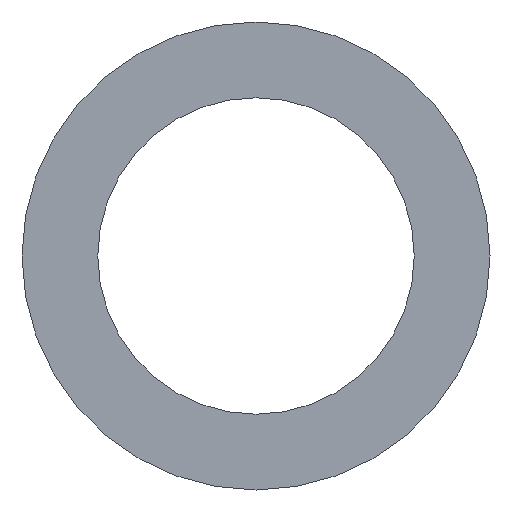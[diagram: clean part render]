
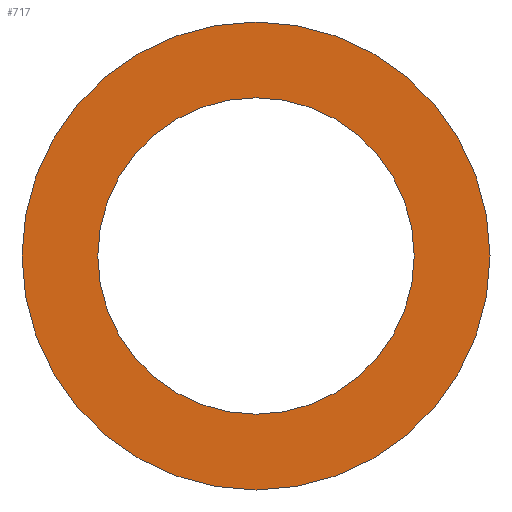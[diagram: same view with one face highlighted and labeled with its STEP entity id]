
A CAD part, front view. The second image highlights one B-rep face of the part: STEP entity #717.
In plain terms, the highlighted planar face has unit normal (0, -1, 0).
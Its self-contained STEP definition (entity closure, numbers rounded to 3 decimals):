
#45 = ORIENTED_EDGE ( 'NONE', *, *, #1266, .F. ) ;
#52 = CARTESIAN_POINT ( 'NONE',  ( 0., -0.2, 0. ) ) ;
#67 = AXIS2_PLACEMENT_3D ( 'NONE', #817, #1004, #618 ) ;
#70 = DIRECTION ( 'NONE',  ( 0., 0., 1. ) ) ;
#98 = VERTEX_POINT ( 'NONE', #2136 ) ;
#162 = DIRECTION ( 'NONE',  ( 0., -1., 0. ) ) ;
#216 = AXIS2_PLACEMENT_3D ( 'NONE', #52, #962, #2256 ) ;
#280 = EDGE_CURVE ( 'NONE', #1749, #98, #854, .T. ) ;
#300 = CARTESIAN_POINT ( 'NONE',  ( 0., -0.2, 31.5 ) ) ;
#418 = DIRECTION ( 'NONE',  ( 0., 0., 1. ) ) ;
#500 = CIRCLE ( 'NONE', #67, 31.5 ) ;
#602 = DIRECTION ( 'NONE',  ( 0., -1., 0. ) ) ;
#618 = DIRECTION ( 'NONE',  ( 0., 0., 1. ) ) ;
#704 = CARTESIAN_POINT ( 'NONE',  ( 0., -0.2, 0. ) ) ;
#717 = ADVANCED_FACE ( 'NONE', ( #949, #1701 ), #1753, .F. ) ;
#783 = ORIENTED_EDGE ( 'NONE', *, *, #280, .F. ) ;
#787 = EDGE_CURVE ( 'NONE', #1006, #2012, #500, .T. ) ;
#817 = CARTESIAN_POINT ( 'NONE',  ( 0., -0.2, 0. ) ) ;
#828 = EDGE_LOOP ( 'NONE', ( #1547, #1453 ) ) ;
#854 = CIRCLE ( 'NONE', #1914, 21.3 ) ;
#910 = AXIS2_PLACEMENT_3D ( 'NONE', #704, #162, #1451 ) ;
#949 = FACE_OUTER_BOUND ( 'NONE', #828, .T. ) ;
#962 = DIRECTION ( 'NONE',  ( 0., 1., 0. ) ) ;
#1004 = DIRECTION ( 'NONE',  ( 0., 1., 0. ) ) ;
#1006 = VERTEX_POINT ( 'NONE', #1153 ) ;
#1064 = EDGE_CURVE ( 'NONE', #2012, #1006, #1499, .T. ) ;
#1153 = CARTESIAN_POINT ( 'NONE',  ( 0., -0.2, -31.5 ) ) ;
#1186 = DIRECTION ( 'NONE',  ( 0., 1., 0. ) ) ;
#1266 = EDGE_CURVE ( 'NONE', #98, #1749, #1966, .T. ) ;
#1288 = CARTESIAN_POINT ( 'NONE',  ( 0., -0.2, 21.3 ) ) ;
#1451 = DIRECTION ( 'NONE',  ( 0., 0., 1. ) ) ;
#1453 = ORIENTED_EDGE ( 'NONE', *, *, #1064, .F. ) ;
#1499 = CIRCLE ( 'NONE', #216, 31.5 ) ;
#1530 = CARTESIAN_POINT ( 'NONE',  ( 0., -0.2, 0. ) ) ;
#1547 = ORIENTED_EDGE ( 'NONE', *, *, #787, .F. ) ;
#1701 = FACE_BOUND ( 'NONE', #2026, .T. ) ;
#1749 = VERTEX_POINT ( 'NONE', #1288 ) ;
#1753 = PLANE ( 'NONE',  #1785 ) ;
#1785 = AXIS2_PLACEMENT_3D ( 'NONE', #1917, #1186, #70 ) ;
#1914 = AXIS2_PLACEMENT_3D ( 'NONE', #1530, #602, #418 ) ;
#1917 = CARTESIAN_POINT ( 'NONE',  ( 0., -0.2, 0. ) ) ;
#1966 = CIRCLE ( 'NONE', #910, 21.3 ) ;
#2012 = VERTEX_POINT ( 'NONE', #300 ) ;
#2026 = EDGE_LOOP ( 'NONE', ( #783, #45 ) ) ;
#2136 = CARTESIAN_POINT ( 'NONE',  ( 0., -0.2, -21.3 ) ) ;
#2256 = DIRECTION ( 'NONE',  ( 0., 0., 1. ) ) ;
